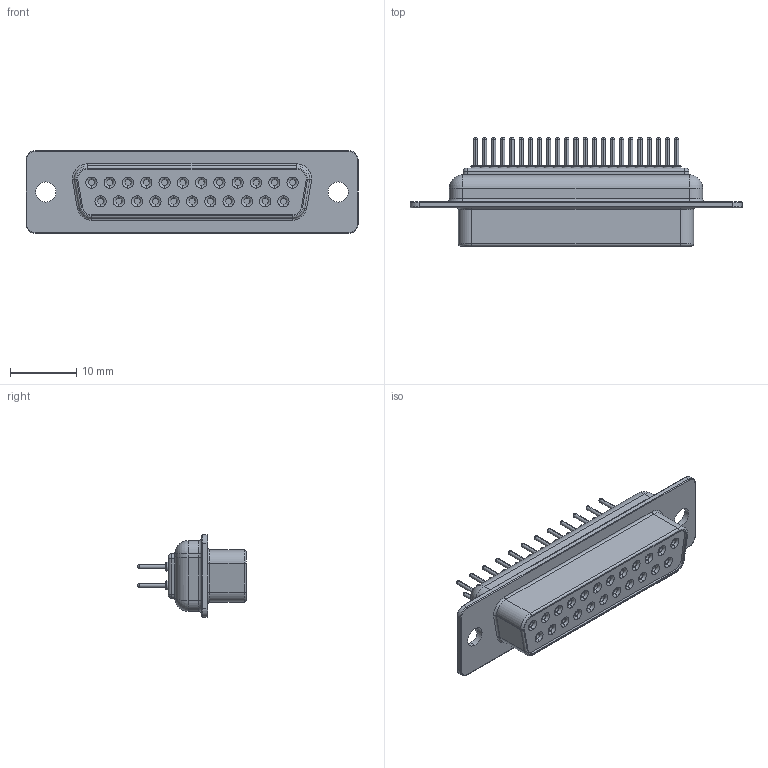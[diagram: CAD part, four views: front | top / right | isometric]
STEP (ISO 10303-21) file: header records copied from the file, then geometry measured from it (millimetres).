
FILE_DESCRIPTION(('STEP AP242'),'1');
FILE_NAME('D-SUB_DB23_Female.stp','2025-05-30T12:59:10',(' '),(' '),'Spatial InterOp 3D',' ',' ');
FILE_SCHEMA(('AP242_MANAGED_MODEL_BASED_3D_ENGINEERING_MIM_LF {1 0 10303 442 1 1 4}'));
Length unit declared in the file: metre
Products named in the file (2): D-SUB_DB23_Female; L177SDB25SOL2
Assembly tree (1 placements, depth 2):
  D-SUB_DB23_Female
    L177SDB25SOL2
Bounding box: 50.28 x 16.4 x 12.55 mm (x, y, z)
Volume: 3776.1 mm3; surface area: 2747.9 mm2
Topology: 1 solids, 1 shells, 466 faces, 1016 edges, 620 vertices
Faces by surface type: cylinder 198, torus 162, plane 102, sphere 4
Entity records: 14340 total; most frequent: DIRECTION 2688, CARTESIAN_POINT 2100, ORIENTED_EDGE 2024, AXIS2_PLACEMENT_3D 1208, EDGE_CURVE 1012, CIRCLE 732, VERTEX_POINT 620, EDGE_LOOP 542
